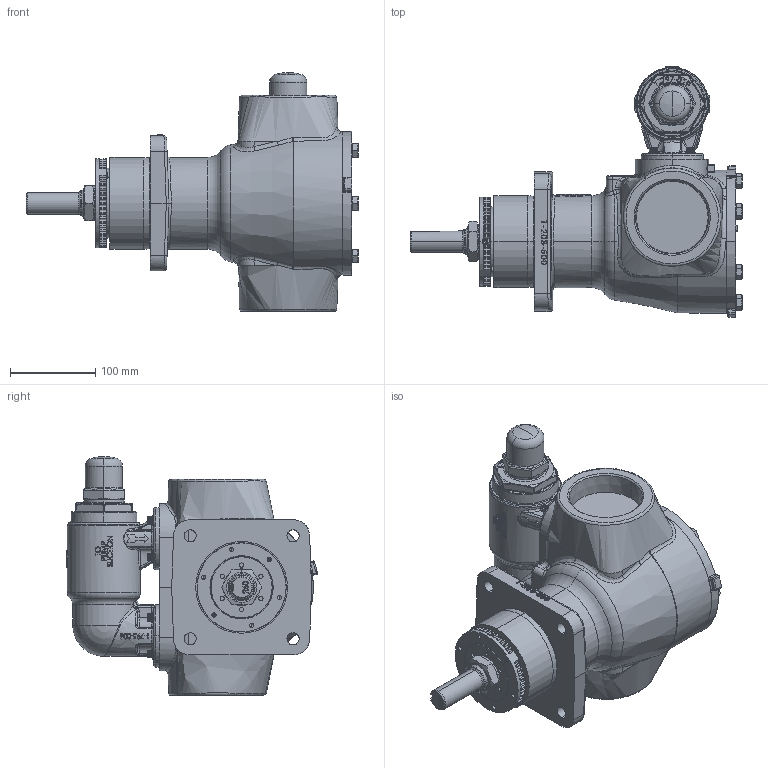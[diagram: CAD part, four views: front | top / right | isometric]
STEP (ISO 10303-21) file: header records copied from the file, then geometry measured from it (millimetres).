
FILE_DESCRIPTION (( 'STEP AP214' ), '1' );
FILE_NAME ('AL495.STEP', '2017-02-27T14:18:30', ( '' ), ( '' ), 'SwSTEP 2.0', 'SolidWorks 2016', '' );
FILE_SCHEMA (( 'AUTOMOTIVE_DESIGN' ));
Length unit declared in the file: inch
Products named in the file (2): AL495
Bounding box: 390.17 x 294.97 x 280.67 mm (x, y, z)
Volume: 7192386.1 mm3; surface area: 353547.1 mm2
Topology: 1 solids, 1 shells, 2480 faces, 6400 edges, 4007 vertices
Faces by surface type: plane 857, bspline 746, cylinder 533, cone 223, torus 83, sphere 38
Entity records: 162604 total; most frequent: CARTESIAN_POINT 91254, ORIENTED_EDGE 12672, DIRECTION 9139, EDGE_CURVE 6336, VERTEX_POINT 4003, AXIS2_PLACEMENT_3D 3507, EDGE_LOOP 2635, FACE_OUTER_BOUND 2480
